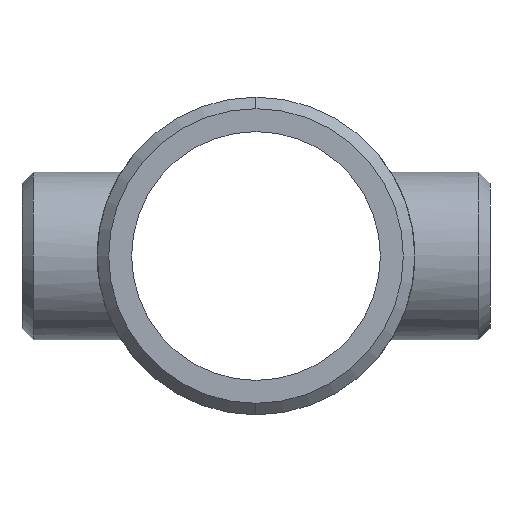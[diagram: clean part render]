
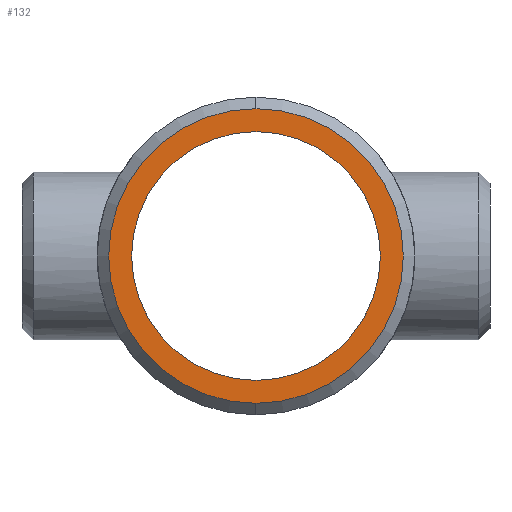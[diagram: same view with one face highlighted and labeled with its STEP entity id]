
A CAD part, left-side view. The second image highlights one B-rep face of the part: STEP entity #132.
In plain terms, the highlighted planar face has unit normal (-1, 0, 0).
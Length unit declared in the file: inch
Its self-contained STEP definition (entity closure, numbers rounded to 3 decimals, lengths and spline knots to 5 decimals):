
#17 = VERTEX_POINT ( 'NONE', #229 ) ;
#21 = DIRECTION ( 'NONE',  ( 1., 0., 0. ) ) ;
#40 = EDGE_CURVE ( 'NONE', #204, #17, #111, .T. ) ;
#111 = CIRCLE ( 'NONE', #1163, 2.5935 ) ;
#115 = DIRECTION ( 'NONE',  ( 1., 0., 0. ) ) ;
#127 = CARTESIAN_POINT ( 'NONE',  ( -5.62, 0., 2.5935 ) ) ;
#132 = ADVANCED_FACE ( 'NONE', ( #222, #606 ), #612, .T. ) ;
#134 = AXIS2_PLACEMENT_3D ( 'NONE', #278, #348, #1132 ) ;
#159 = CARTESIAN_POINT ( 'NONE',  ( -5.62, 0., 0. ) ) ;
#163 = EDGE_LOOP ( 'NONE', ( #618, #786 ) ) ;
#204 = VERTEX_POINT ( 'NONE', #127 ) ;
#212 = VERTEX_POINT ( 'NONE', #535 ) ;
#222 = FACE_OUTER_BOUND ( 'NONE', #163, .T. ) ;
#229 = CARTESIAN_POINT ( 'NONE',  ( -5.62, 0., -2.5935 ) ) ;
#278 = CARTESIAN_POINT ( 'NONE',  ( -5.62, 0., 0. ) ) ;
#348 = DIRECTION ( 'NONE',  ( -1., 0., 0. ) ) ;
#363 = CIRCLE ( 'NONE', #134, 3.07283 ) ;
#365 = EDGE_CURVE ( 'NONE', #17, #204, #832, .T. ) ;
#377 = AXIS2_PLACEMENT_3D ( 'NONE', #515, #21, #905 ) ;
#434 = DIRECTION ( 'NONE',  ( 0., 0., 1. ) ) ;
#515 = CARTESIAN_POINT ( 'NONE',  ( -5.62, 0., 0. ) ) ;
#535 = CARTESIAN_POINT ( 'NONE',  ( -5.62, 0., 3.07283 ) ) ;
#549 = DIRECTION ( 'NONE',  ( -1., 0., 0. ) ) ;
#606 = FACE_BOUND ( 'NONE', #910, .T. ) ;
#609 = ORIENTED_EDGE ( 'NONE', *, *, #365, .T. ) ;
#612 = PLANE ( 'NONE',  #873 ) ;
#618 = ORIENTED_EDGE ( 'NONE', *, *, #1119, .T. ) ;
#713 = DIRECTION ( 'NONE',  ( 0., 0., -1. ) ) ;
#727 = CARTESIAN_POINT ( 'NONE',  ( -5.62, 0., 0. ) ) ;
#786 = ORIENTED_EDGE ( 'NONE', *, *, #800, .T. ) ;
#800 = EDGE_CURVE ( 'NONE', #212, #1067, #834, .T. ) ;
#826 = DIRECTION ( 'NONE',  ( 0., 0., 1. ) ) ;
#832 = CIRCLE ( 'NONE', #377, 2.5935 ) ;
#834 = CIRCLE ( 'NONE', #1124, 3.07283 ) ;
#873 = AXIS2_PLACEMENT_3D ( 'NONE', #892, #903, #713 ) ;
#892 = CARTESIAN_POINT ( 'NONE',  ( -5.62, 0., 0. ) ) ;
#903 = DIRECTION ( 'NONE',  ( -1., 0., 0. ) ) ;
#905 = DIRECTION ( 'NONE',  ( 0., 0., 1. ) ) ;
#910 = EDGE_LOOP ( 'NONE', ( #1046, #609 ) ) ;
#1046 = ORIENTED_EDGE ( 'NONE', *, *, #40, .T. ) ;
#1048 = CARTESIAN_POINT ( 'NONE',  ( -5.62, 0., -3.07283 ) ) ;
#1067 = VERTEX_POINT ( 'NONE', #1048 ) ;
#1119 = EDGE_CURVE ( 'NONE', #1067, #212, #363, .T. ) ;
#1124 = AXIS2_PLACEMENT_3D ( 'NONE', #159, #549, #434 ) ;
#1132 = DIRECTION ( 'NONE',  ( 0., 0., 1. ) ) ;
#1163 = AXIS2_PLACEMENT_3D ( 'NONE', #727, #115, #826 ) ;
